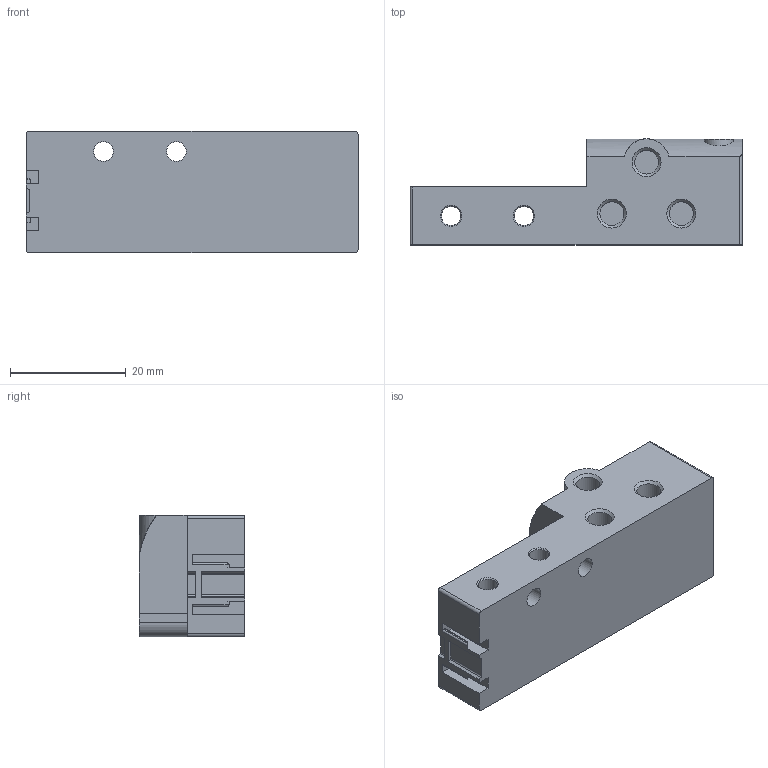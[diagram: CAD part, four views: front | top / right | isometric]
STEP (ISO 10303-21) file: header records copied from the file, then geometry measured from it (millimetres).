
FILE_DESCRIPTION(/* description */ ('STEP AP214'),/* implementation_level */ '2;1');
FILE_NAME(/* name */ '197438_MHA2-AS-3-M5',/* time_stamp */ '2024-09-05T12:15:48+02:00',/* author */ ('License CC BY-ND 4.0'),/* organization */ ('CADENAS'),/* preprocessor_version */ 'ST-DEVELOPER v19.3',/* originating_system */ 'PARTsolutions',/* authorisation */ ' ');
FILE_SCHEMA (('AUTOMOTIVE_DESIGN {1 0 10303 214 3 1 1}'));
Length unit declared in the file: millimetre
Products named in the file (1): 197438 MHA2-AS-3-M5
Bounding box: 57.4 x 18.3 x 21 mm (x, y, z)
Volume: 14249.9 mm3; surface area: 6222.7 mm2
Topology: 1 solids, 1 shells, 92 faces, 240 edges, 156 vertices
Faces by surface type: plane 45, cylinder 33, cone 14
Full cylindrical faces by diameter (mm): 2.013 x2, 2.6 x1, 3 x3, 3.3 x2, 3.4 x2, 4.134 x3, 6 x2
Entity records: 2763 total; most frequent: CARTESIAN_POINT 531, DIRECTION 459, ORIENTED_EDGE 412, EDGE_CURVE 206, AXIS2_PLACEMENT_3D 167, VERTEX_POINT 153, FACE_BOUND 143, EDGE_LOOP 141
